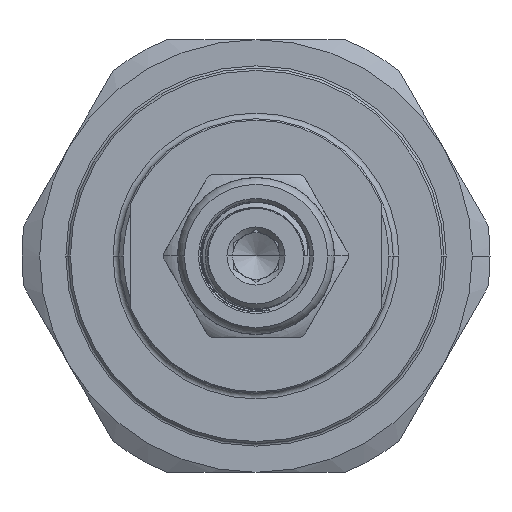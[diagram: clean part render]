
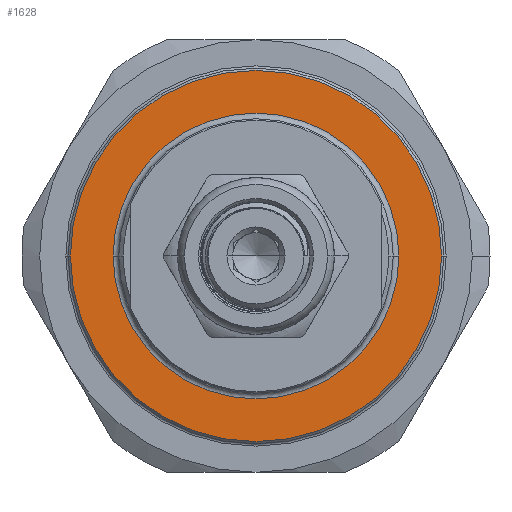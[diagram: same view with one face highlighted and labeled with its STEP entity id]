
A CAD part, left-side view. The second image highlights one B-rep face of the part: STEP entity #1628.
In plain terms, the highlighted planar face has unit normal (-1, 0, 0).
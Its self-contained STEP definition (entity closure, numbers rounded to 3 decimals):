
#825 = EDGE_LOOP ( 'NONE', ( #33781, #19891 ) ) ;
#1589 = EDGE_CURVE ( 'NONE', #31053, #25499, #1920, .T. ) ;
#1628 = ADVANCED_FACE ( 'NONE', ( #23644, #26468 ), #2913, .F. ) ;
#1920 = CIRCLE ( 'NONE', #23182, 12.55 ) ;
#2398 = CIRCLE ( 'NONE', #18040, 12.55 ) ;
#2468 = EDGE_LOOP ( 'NONE', ( #31093, #9950 ) ) ;
#2913 = PLANE ( 'NONE',  #26016 ) ;
#4173 = DIRECTION ( 'NONE',  ( 0., -1., 0. ) ) ;
#4979 = VERTEX_POINT ( 'NONE', #13438 ) ;
#5558 = EDGE_CURVE ( 'NONE', #20799, #4979, #33674, .T. ) ;
#5646 = DIRECTION ( 'NONE',  ( 0., -1., 0. ) ) ;
#6721 = DIRECTION ( 'NONE',  ( 0., -1., 0. ) ) ;
#8376 = DIRECTION ( 'NONE',  ( 1., 0., 0. ) ) ;
#9294 = CARTESIAN_POINT ( 'NONE',  ( -75.141, 0., 0. ) ) ;
#9950 = ORIENTED_EDGE ( 'NONE', *, *, #5558, .T. ) ;
#12467 = CARTESIAN_POINT ( 'NONE',  ( -75.141, -12.55, 0. ) ) ;
#13222 = DIRECTION ( 'NONE',  ( 0., -1., 0. ) ) ;
#13438 = CARTESIAN_POINT ( 'NONE',  ( -75.141, -16.3, 0. ) ) ;
#13514 = CIRCLE ( 'NONE', #18693, 16.3 ) ;
#14571 = DIRECTION ( 'NONE',  ( -1., 0., 0. ) ) ;
#15171 = CARTESIAN_POINT ( 'NONE',  ( -75.141, 0., 0. ) ) ;
#17632 = EDGE_CURVE ( 'NONE', #4979, #20799, #13514, .T. ) ;
#18040 = AXIS2_PLACEMENT_3D ( 'NONE', #15171, #33487, #4173 ) ;
#18693 = AXIS2_PLACEMENT_3D ( 'NONE', #19791, #22439, #6721 ) ;
#18701 = EDGE_CURVE ( 'NONE', #25499, #31053, #2398, .T. ) ;
#19791 = CARTESIAN_POINT ( 'NONE',  ( -75.141, 0., 0. ) ) ;
#19891 = ORIENTED_EDGE ( 'NONE', *, *, #1589, .T. ) ;
#20799 = VERTEX_POINT ( 'NONE', #29701 ) ;
#21119 = CARTESIAN_POINT ( 'NONE',  ( -75.141, 12.55, 0. ) ) ;
#22439 = DIRECTION ( 'NONE',  ( -1., 0., 0. ) ) ;
#23182 = AXIS2_PLACEMENT_3D ( 'NONE', #26591, #8376, #13222 ) ;
#23644 = FACE_OUTER_BOUND ( 'NONE', #2468, .T. ) ;
#25499 = VERTEX_POINT ( 'NONE', #12467 ) ;
#26016 = AXIS2_PLACEMENT_3D ( 'NONE', #31763, #29128, #5646 ) ;
#26468 = FACE_BOUND ( 'NONE', #825, .T. ) ;
#26591 = CARTESIAN_POINT ( 'NONE',  ( -75.141, 0., 0. ) ) ;
#27605 = DIRECTION ( 'NONE',  ( 0., -1., 0. ) ) ;
#29128 = DIRECTION ( 'NONE',  ( 1., 0., 0. ) ) ;
#29701 = CARTESIAN_POINT ( 'NONE',  ( -75.141, 16.3, 0. ) ) ;
#31053 = VERTEX_POINT ( 'NONE', #21119 ) ;
#31093 = ORIENTED_EDGE ( 'NONE', *, *, #17632, .T. ) ;
#31763 = CARTESIAN_POINT ( 'NONE',  ( -75.141, 16.5, 0. ) ) ;
#33487 = DIRECTION ( 'NONE',  ( 1., 0., 0. ) ) ;
#33674 = CIRCLE ( 'NONE', #33690, 16.3 ) ;
#33690 = AXIS2_PLACEMENT_3D ( 'NONE', #9294, #14571, #27605 ) ;
#33781 = ORIENTED_EDGE ( 'NONE', *, *, #18701, .T. ) ;
